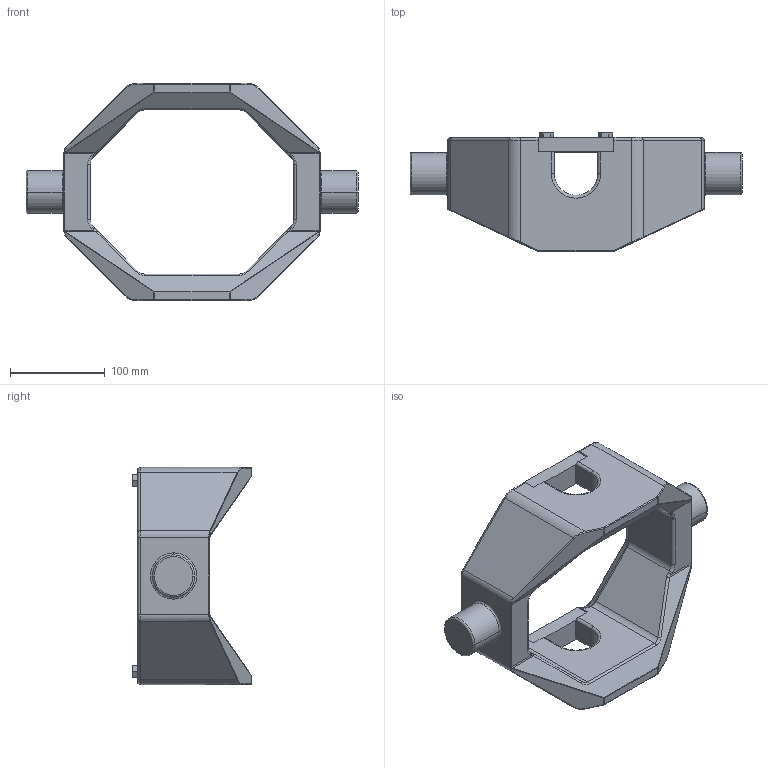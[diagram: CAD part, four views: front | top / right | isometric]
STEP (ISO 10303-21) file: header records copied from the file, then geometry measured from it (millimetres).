
FILE_DESCRIPTION (( 'STEP AP203' ), '1' );
FILE_NAME ('BER.3.STEP', '2014-01-17T08:14:45', ( '' ), ( '' ), 'SwSTEP 2.0', 'SolidWorks 2013', '' );
FILE_SCHEMA (( 'CONFIG_CONTROL_DESIGN' ));
Length unit declared in the file: millimetre
Products named in the file (4): Vis H M8_vis H M8-30; BER.3; BER3_USINE; BARETTE BER3
Assembly tree (7 placements, depth 2):
  BER.3
    BER3_USINE
    BARETTE BER3  x2
    Vis H M8_vis H M8-30  x4
Bounding box: 350 x 125.3 x 229 mm (x, y, z)
Volume: 2000588.3 mm3; surface area: 205774.1 mm2
Topology: 7 solids, 7 shells, 372 faces, 856 edges, 494 vertices
Faces by surface type: cylinder 114, plane 96, bspline 52, cone 50, torus 48, sphere 12
Entity records: 10590 total; most frequent: CARTESIAN_POINT 3443, DIRECTION 1432, ORIENTED_EDGE 1400, EDGE_CURVE 700, AXIS2_PLACEMENT_3D 583, VERTEX_POINT 406, CIRCLE 320, EDGE_LOOP 316
